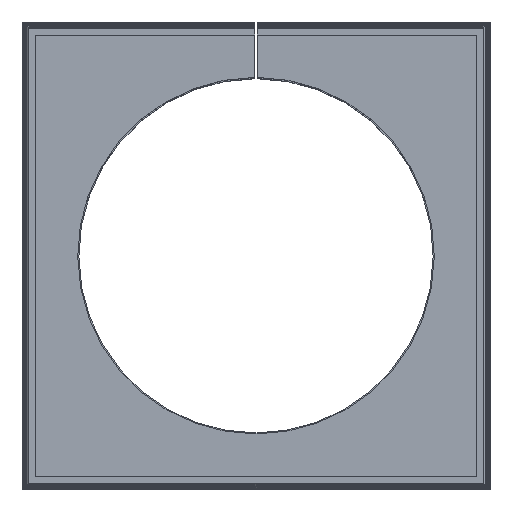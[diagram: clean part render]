
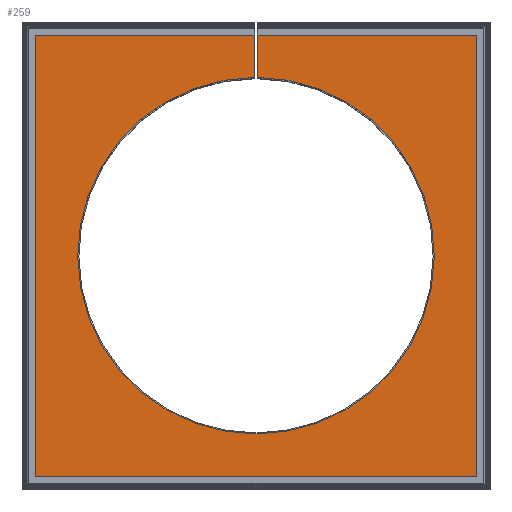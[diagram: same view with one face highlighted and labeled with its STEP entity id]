
A CAD part, top view. The second image highlights one B-rep face of the part: STEP entity #259.
In plain terms, the highlighted planar face has unit normal (0, 0, 1).
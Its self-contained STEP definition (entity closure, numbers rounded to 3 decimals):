
#159=CIRCLE('',#2178,16.);
#259=ADVANCED_FACE('',(#456),#356,.T.);
#356=PLANE('',#2179);
#456=FACE_OUTER_BOUND('',#575,.T.);
#575=EDGE_LOOP('',(#1026,#1027,#1028,#1029,#1030,#1031,#1032,#1033));
#1026=ORIENTED_EDGE('',*,*,#1614,.F.);
#1027=ORIENTED_EDGE('',*,*,#1615,.T.);
#1028=ORIENTED_EDGE('',*,*,#1616,.T.);
#1029=ORIENTED_EDGE('',*,*,#1617,.T.);
#1030=ORIENTED_EDGE('',*,*,#1618,.T.);
#1031=ORIENTED_EDGE('',*,*,#1412,.T.);
#1032=ORIENTED_EDGE('',*,*,#1619,.T.);
#1033=ORIENTED_EDGE('',*,*,#1620,.F.);
#1216=VERTEX_POINT('',#2730);
#1218=VERTEX_POINT('',#2733);
#1344=VERTEX_POINT('',#3752);
#1345=VERTEX_POINT('',#3753);
#1346=VERTEX_POINT('',#3755);
#1347=VERTEX_POINT('',#3757);
#1348=VERTEX_POINT('',#3759);
#1349=VERTEX_POINT('',#3762);
#1412=EDGE_CURVE('',#1218,#1216,#1707,.T.);
#1614=EDGE_CURVE('',#1344,#1345,#1840,.T.);
#1615=EDGE_CURVE('',#1344,#1346,#1841,.T.);
#1616=EDGE_CURVE('',#1346,#1347,#1842,.T.);
#1617=EDGE_CURVE('',#1347,#1348,#1843,.T.);
#1618=EDGE_CURVE('',#1348,#1218,#1844,.T.);
#1619=EDGE_CURVE('',#1216,#1349,#1845,.T.);
#1620=EDGE_CURVE('',#1345,#1349,#159,.T.);
#1707=LINE('',#2732,#1912);
#1840=LINE('',#3751,#2059);
#1841=LINE('',#3754,#2060);
#1842=LINE('',#3756,#2061);
#1843=LINE('',#3758,#2062);
#1844=LINE('',#3760,#2063);
#1845=LINE('',#3761,#2064);
#1912=VECTOR('',#2264,1.);
#2059=VECTOR('',#2547,1.);
#2060=VECTOR('',#2548,1.);
#2061=VECTOR('',#2549,1.);
#2062=VECTOR('',#2550,1.);
#2063=VECTOR('',#2551,1.);
#2064=VECTOR('',#2552,1.);
#2178=AXIS2_PLACEMENT_3D('',#3763,#2553,#2554);
#2179=AXIS2_PLACEMENT_3D('',#3764,#2555,#2556);
#2264=DIRECTION('',(-1.,0.,0.));
#2547=DIRECTION('',(0.,-1.,0.));
#2548=DIRECTION('',(-1.,0.,0.));
#2549=DIRECTION('',(0.,-1.,0.));
#2550=DIRECTION('',(1.,0.,0.));
#2551=DIRECTION('',(0.,1.,0.));
#2552=DIRECTION('',(0.,-1.,0.));
#2553=DIRECTION('',(0.,0.,1.));
#2554=DIRECTION('',(1.,0.,0.));
#2555=DIRECTION('',(0.,0.,1.));
#2556=DIRECTION('',(-1.,0.,0.));
#2730=CARTESIAN_POINT('',(0.1,19.8,17.7));
#2732=CARTESIAN_POINT('',(19.8,19.8,17.7));
#2733=CARTESIAN_POINT('',(19.8,19.8,17.7));
#3751=CARTESIAN_POINT('',(-0.1,0.,17.7));
#3752=CARTESIAN_POINT('',(-0.1,19.8,17.7));
#3753=CARTESIAN_POINT('',(-0.1,16.,17.7));
#3754=CARTESIAN_POINT('',(19.8,19.8,17.7));
#3755=CARTESIAN_POINT('',(-19.8,19.8,17.7));
#3756=CARTESIAN_POINT('',(-19.8,19.8,17.7));
#3757=CARTESIAN_POINT('',(-19.8,-19.8,17.7));
#3758=CARTESIAN_POINT('',(-19.8,-19.8,17.7));
#3759=CARTESIAN_POINT('',(19.8,-19.8,17.7));
#3760=CARTESIAN_POINT('',(19.8,-19.8,17.7));
#3761=CARTESIAN_POINT('',(0.1,0.,17.7));
#3762=CARTESIAN_POINT('',(0.1,16.,17.7));
#3763=CARTESIAN_POINT('',(0.,0.,17.7));
#3764=CARTESIAN_POINT('',(0.,0.,17.7));
